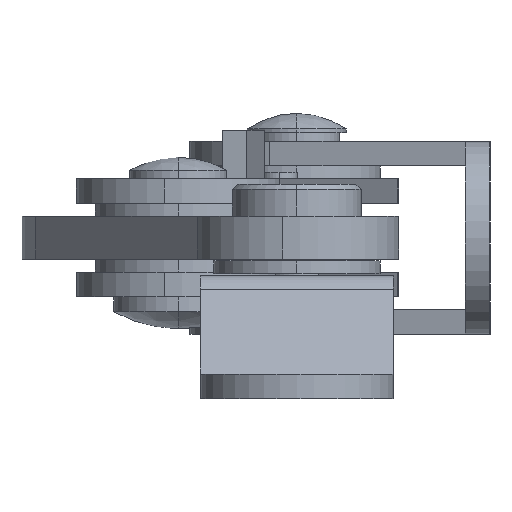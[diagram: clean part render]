
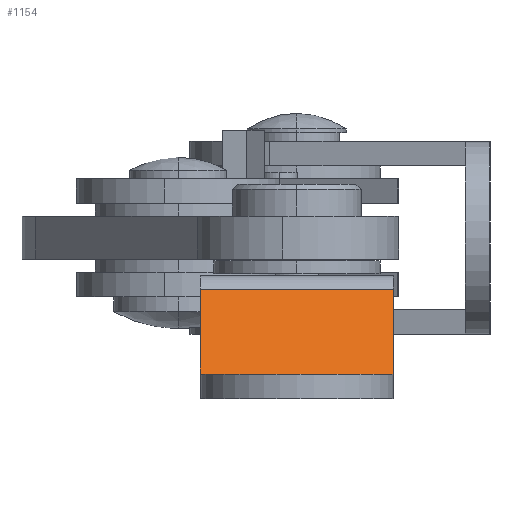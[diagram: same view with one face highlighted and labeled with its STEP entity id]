
A CAD part, left-side view. The second image highlights one B-rep face of the part: STEP entity #1154.
In plain terms, the highlighted planar face has unit normal (-0.9, 0, 0.436).
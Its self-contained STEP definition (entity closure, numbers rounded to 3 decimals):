
#855 = VERTEX_POINT ( 'NONE', #3992 ) ;
#893 = VERTEX_POINT ( 'NONE', #4053 ) ;
#897 = EDGE_CURVE ( 'NONE', #855, #893, #4052, .T. ) ;
#1025 = EDGE_CURVE ( 'NONE', #855, #1026, #4225, .T. ) ;
#1026 = VERTEX_POINT ( 'NONE', #4283 ) ;
#1129 = VERTEX_POINT ( 'NONE', #4474 ) ;
#1133 = EDGE_CURVE ( 'NONE', #893, #1129, #4473, .T. ) ;
#1154 = ADVANCED_FACE ( 'NONE', ( #4492 ), #4491, .F. ) ;
#1155 = EDGE_LOOP ( 'NONE', ( #1157, #1159, #1163, #1165 ) ) ;
#1157 = ORIENTED_EDGE ( 'NONE', *, *, #1133, .T. ) ;
#1159 = ORIENTED_EDGE ( 'NONE', *, *, #1161, .F. ) ;
#1161 = EDGE_CURVE ( 'NONE', #1026, #1129, #4486, .T. ) ;
#1163 = ORIENTED_EDGE ( 'NONE', *, *, #1025, .F. ) ;
#1165 = ORIENTED_EDGE ( 'NONE', *, *, #897, .T. ) ;
#3715 = VECTOR ( 'NONE', #3966, 1000. ) ;
#3966 = DIRECTION ( 'NONE',  ( 0.436, 0., 0.9 ) ) ;
#3992 = CARTESIAN_POINT ( 'NONE',  ( -14., 9., 2.3 ) ) ;
#4049 = DIRECTION ( 'NONE',  ( 0., -1., 0. ) ) ;
#4050 = VECTOR ( 'NONE', #4049, 1000. ) ;
#4051 = CARTESIAN_POINT ( 'NONE',  ( -14., 9., 2.3 ) ) ;
#4052 = LINE ( 'NONE', #4051, #4050 ) ;
#4053 = CARTESIAN_POINT ( 'NONE',  ( -14., -9., 2.3 ) ) ;
#4219 = CARTESIAN_POINT ( 'NONE',  ( -14., 9., 2.3 ) ) ;
#4225 = LINE ( 'NONE', #4219, #3715 ) ;
#4283 = CARTESIAN_POINT ( 'NONE',  ( -10.17, 9., 10.203 ) ) ;
#4470 = DIRECTION ( 'NONE',  ( 0.436, 0., 0.9 ) ) ;
#4471 = VECTOR ( 'NONE', #4470, 1000. ) ;
#4472 = CARTESIAN_POINT ( 'NONE',  ( -14., -9., 2.3 ) ) ;
#4473 = LINE ( 'NONE', #4472, #4471 ) ;
#4474 = CARTESIAN_POINT ( 'NONE',  ( -10.17, -9., 10.203 ) ) ;
#4483 = DIRECTION ( 'NONE',  ( 0., -1., 0. ) ) ;
#4484 = VECTOR ( 'NONE', #4483, 1000. ) ;
#4485 = CARTESIAN_POINT ( 'NONE',  ( -10.17, 9., 10.203 ) ) ;
#4486 = LINE ( 'NONE', #4485, #4484 ) ;
#4487 = DIRECTION ( 'NONE',  ( -0.436, 0., -0.9 ) ) ;
#4488 = DIRECTION ( 'NONE',  ( 0.9, 0., -0.436 ) ) ;
#4489 = CARTESIAN_POINT ( 'NONE',  ( -14., 9., 2.3 ) ) ;
#4490 = AXIS2_PLACEMENT_3D ( 'NONE', #4489, #4488, #4487 ) ;
#4491 = PLANE ( 'NONE',  #4490 ) ;
#4492 = FACE_OUTER_BOUND ( 'NONE', #1155, .T. ) ;
